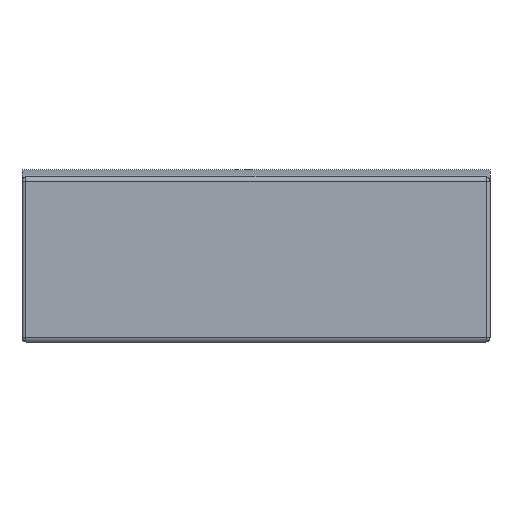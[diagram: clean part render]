
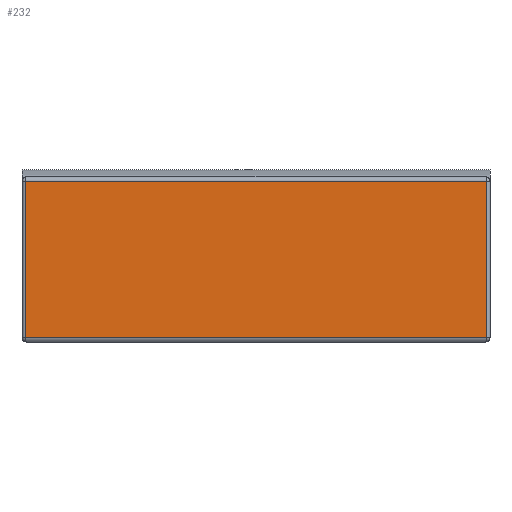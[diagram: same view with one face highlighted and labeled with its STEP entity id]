
A CAD part, front view. The second image highlights one B-rep face of the part: STEP entity #232.
In plain terms, the highlighted planar face has unit normal (0, -1, 0).
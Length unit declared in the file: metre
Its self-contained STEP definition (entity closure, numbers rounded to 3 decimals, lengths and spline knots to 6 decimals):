
#232=ADVANCED_FACE('0:196',(#441),#442,.T.);
#441=FACE_OUTER_BOUND('',#783,.T.);
#442=PLANE('',#784);
#783=EDGE_LOOP('',(#1192,#1193,#1194,#1195));
#784=AXIS2_PLACEMENT_3D('',#1196,#1197,#1198);
#1192=ORIENTED_EDGE('',*,*,#1668,.T.);
#1193=ORIENTED_EDGE('',*,*,#1662,.T.);
#1194=ORIENTED_EDGE('',*,*,#1669,.T.);
#1195=ORIENTED_EDGE('',*,*,#1647,.T.);
#1196=CARTESIAN_POINT('',(0.0,-0.00151,-0.000015));
#1197=DIRECTION('',(0.0,-1.0,0.0));
#1198=DIRECTION('',(0.0,0.0,-1.0));
#1647=EDGE_CURVE('0:274',#1884,#1877,#1888,.T.);
#1662=EDGE_CURVE('0:307',#1904,#1911,#1913,.T.);
#1668=EDGE_CURVE('0:319',#1877,#1904,#1920,.F.);
#1669=EDGE_CURVE('0:322',#1911,#1884,#1921,.T.);
#1877=VERTEX_POINT('',#2205);
#1884=VERTEX_POINT('',#2212);
#1888=LINE('',#2217,#2218);
#1904=VERTEX_POINT('',#2260);
#1911=VERTEX_POINT('',#2267);
#1913=LINE('',#2269,#2270);
#1920=LINE('',#2278,#2279);
#1921=LINE('',#2280,#2281);
#2205=CARTESIAN_POINT('',(-0.00074,-0.00151,0.0005));
#2212=CARTESIAN_POINT('',(0.00074,-0.00151,0.0005));
#2217=CARTESIAN_POINT('',(0.0,-0.00151,0.0005));
#2218=VECTOR('',#2627,1.0);
#2260=CARTESIAN_POINT('',(-0.00074,-0.00151,0.0));
#2267=CARTESIAN_POINT('',(0.00074,-0.00151,0.0));
#2269=CARTESIAN_POINT('',(0.0,-0.00151,0.0));
#2270=VECTOR('',#2648,1.0);
#2278=CARTESIAN_POINT('',(-0.00074,-0.00151,-0.000015));
#2279=VECTOR('',#2656,1.0);
#2280=CARTESIAN_POINT('',(0.00074,-0.00151,-0.000015));
#2281=VECTOR('',#2657,1.0);
#2627=DIRECTION('',(-1.0,0.0,0.0));
#2648=DIRECTION('',(1.0,0.0,0.0));
#2656=DIRECTION('',(0.0,0.0,1.0));
#2657=DIRECTION('',(0.0,0.0,1.0));
